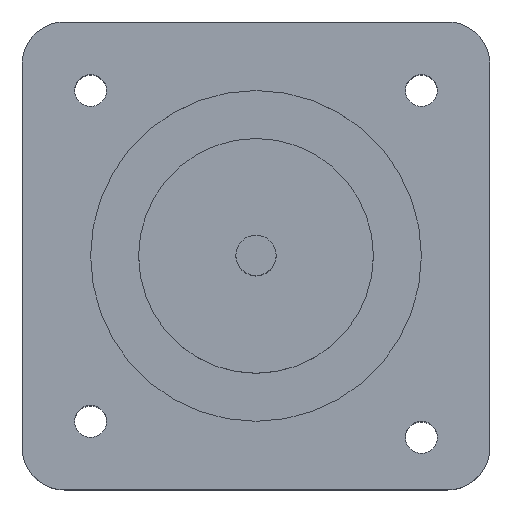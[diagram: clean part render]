
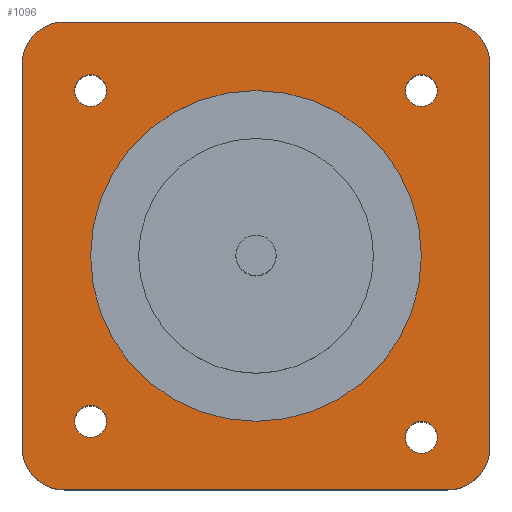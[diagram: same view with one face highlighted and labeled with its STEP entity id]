
A CAD part, top view. The second image highlights one B-rep face of the part: STEP entity #1096.
In plain terms, the highlighted planar face has unit normal (0, 0, 1).
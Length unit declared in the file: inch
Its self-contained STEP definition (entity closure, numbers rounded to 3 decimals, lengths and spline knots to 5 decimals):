
#536=CARTESIAN_POINT('',(-0.20117,0.18193,1.5748));
#537=VERTEX_POINT('',#536);
#544=CARTESIAN_POINT('',(1.21419,0.18193,1.5748));
#545=VERTEX_POINT('',#544);
#546=CARTESIAN_POINT('',(-0.20117,0.18193,1.5748));
#547=DIRECTION('',(1.0,0.0,0.0));
#548=VECTOR('',#547,1.41535);
#549=LINE('',#546,#548);
#550=EDGE_CURVE('',#537,#545,#549,.T.);
#575=CARTESIAN_POINT('',(-0.35653,0.02657,1.5748));
#576=VERTEX_POINT('',#575);
#583=CARTESIAN_POINT('',(-0.20117,0.02657,1.5748));
#584=DIRECTION('',(0.0,0.0,-1.0));
#585=DIRECTION('',(0.,-1.0,0.0));
#586=AXIS2_PLACEMENT_3D('',#583,#584,#585);
#587=CIRCLE('',#586,0.15536);
#588=EDGE_CURVE('',#576,#537,#587,.T.);
#607=CARTESIAN_POINT('',(-0.35653,-1.38878,1.5748));
#608=VERTEX_POINT('',#607);
#615=CARTESIAN_POINT('',(-0.35653,-1.38878,1.5748));
#616=DIRECTION('',(0.0,1.0,0.0));
#617=VECTOR('',#616,1.41535);
#618=LINE('',#615,#617);
#619=EDGE_CURVE('',#608,#576,#618,.T.);
#639=CARTESIAN_POINT('',(-0.20117,-1.54415,1.5748));
#640=VERTEX_POINT('',#639);
#647=CARTESIAN_POINT('',(-0.20117,-1.38878,1.5748));
#648=DIRECTION('',(0.0,0.0,-1.0));
#649=DIRECTION('',(1.0,0.,0.0));
#650=AXIS2_PLACEMENT_3D('',#647,#648,#649);
#651=CIRCLE('',#650,0.15536);
#652=EDGE_CURVE('',#640,#608,#651,.T.);
#671=CARTESIAN_POINT('',(1.21419,-1.54415,1.5748));
#672=VERTEX_POINT('',#671);
#679=CARTESIAN_POINT('',(1.21419,-1.54415,1.5748));
#680=DIRECTION('',(-1.0,0.0,0.0));
#681=VECTOR('',#680,1.41535);
#682=LINE('',#679,#681);
#683=EDGE_CURVE('',#672,#640,#682,.T.);
#703=CARTESIAN_POINT('',(1.36955,-1.38878,1.5748));
#704=VERTEX_POINT('',#703);
#711=CARTESIAN_POINT('',(1.21419,-1.38878,1.5748));
#712=DIRECTION('',(0.0,0.0,-1.0));
#713=DIRECTION('',(0.,1.0,0.0));
#714=AXIS2_PLACEMENT_3D('',#711,#712,#713);
#715=CIRCLE('',#714,0.15536);
#716=EDGE_CURVE('',#704,#672,#715,.T.);
#735=CARTESIAN_POINT('',(1.36955,0.02657,1.5748));
#736=VERTEX_POINT('',#735);
#743=CARTESIAN_POINT('',(1.36955,0.02657,1.5748));
#744=DIRECTION('',(0.0,-1.0,0.0));
#745=VECTOR('',#744,1.41535);
#746=LINE('',#743,#745);
#747=EDGE_CURVE('',#736,#704,#746,.T.);
#766=CARTESIAN_POINT('',(1.21419,0.02657,1.5748));
#767=DIRECTION('',(0.0,0.0,-1.0));
#768=DIRECTION('',(-1.0,0.,0.0));
#769=AXIS2_PLACEMENT_3D('',#766,#767,#768);
#770=CIRCLE('',#769,0.15536);
#771=EDGE_CURVE('',#545,#736,#770,.T.);
#944=CARTESIAN_POINT('',(1.11675,-0.68111,1.5748));
#945=VERTEX_POINT('',#944);
#946=CARTESIAN_POINT('',(0.50651,-0.68111,1.5748));
#947=DIRECTION('',(0.0,0.0,-1.0));
#948=DIRECTION('',(-1.0,0.0,0.0));
#949=AXIS2_PLACEMENT_3D('',#946,#947,#948);
#950=CIRCLE('',#949,0.61024);
#951=EDGE_CURVE('',#945,#945,#950,.T.);
#1034=CARTESIAN_POINT('',(0.50651,-0.68111,1.5748));
#1035=DIRECTION('',(0.0,0.0,1.0));
#1036=DIRECTION('',(1.0,0.0,0.0));
#1037=AXIS2_PLACEMENT_3D('',#1034,#1035,#1036);
#1038=PLANE('',#1037);
#1039=ORIENTED_EDGE('',*,*,#771,.F.);
#1040=ORIENTED_EDGE('',*,*,#550,.F.);
#1041=ORIENTED_EDGE('',*,*,#588,.F.);
#1042=ORIENTED_EDGE('',*,*,#619,.F.);
#1043=ORIENTED_EDGE('',*,*,#652,.F.);
#1044=ORIENTED_EDGE('',*,*,#683,.F.);
#1045=ORIENTED_EDGE('',*,*,#716,.F.);
#1046=ORIENTED_EDGE('',*,*,#747,.F.);
#1047=EDGE_LOOP('',(#1039,#1040,#1041,#1042,#1043,#1044,#1045,#1046));
#1048=FACE_OUTER_BOUND('',#1047,.T.);
#1049=ORIENTED_EDGE('',*,*,#951,.T.);
#1050=EDGE_LOOP('',(#1049));
#1051=FACE_BOUND('',#1050,.T.);
#1052=CARTESIAN_POINT('',(-0.04467,-1.29134,1.5748));
#1053=VERTEX_POINT('',#1052);
#1054=CARTESIAN_POINT('',(-0.10372,-1.29134,1.5748));
#1055=DIRECTION('',(0.0,0.0,-1.0));
#1056=DIRECTION('',(-1.0,0.0,0.0));
#1057=AXIS2_PLACEMENT_3D('',#1054,#1055,#1056);
#1058=CIRCLE('',#1057,0.05906);
#1059=EDGE_CURVE('',#1053,#1053,#1058,.T.);
#1060=ORIENTED_EDGE('',*,*,#1059,.T.);
#1061=EDGE_LOOP('',(#1060));
#1062=FACE_BOUND('',#1061,.T.);
#1063=CARTESIAN_POINT('',(1.1758,-1.3504,1.5748));
#1064=VERTEX_POINT('',#1063);
#1065=CARTESIAN_POINT('',(1.11675,-1.3504,1.5748));
#1066=DIRECTION('',(0.0,0.0,-1.0));
#1067=DIRECTION('',(-1.0,0.0,0.0));
#1068=AXIS2_PLACEMENT_3D('',#1065,#1066,#1067);
#1069=CIRCLE('',#1068,0.05906);
#1070=EDGE_CURVE('',#1064,#1064,#1069,.T.);
#1071=ORIENTED_EDGE('',*,*,#1070,.T.);
#1072=EDGE_LOOP('',(#1071));
#1073=FACE_BOUND('',#1072,.T.);
#1074=CARTESIAN_POINT('',(1.1758,-0.07087,1.5748));
#1075=VERTEX_POINT('',#1074);
#1076=CARTESIAN_POINT('',(1.11675,-0.07087,1.5748));
#1077=DIRECTION('',(0.0,0.0,-1.0));
#1078=DIRECTION('',(-1.0,0.0,0.0));
#1079=AXIS2_PLACEMENT_3D('',#1076,#1077,#1078);
#1080=CIRCLE('',#1079,0.05906);
#1081=EDGE_CURVE('',#1075,#1075,#1080,.T.);
#1082=ORIENTED_EDGE('',*,*,#1081,.T.);
#1083=EDGE_LOOP('',(#1082));
#1084=FACE_BOUND('',#1083,.T.);
#1085=CARTESIAN_POINT('',(-0.04467,-0.07087,1.5748));
#1086=VERTEX_POINT('',#1085);
#1087=CARTESIAN_POINT('',(-0.10372,-0.07087,1.5748));
#1088=DIRECTION('',(0.0,0.0,-1.0));
#1089=DIRECTION('',(-1.0,0.0,0.0));
#1090=AXIS2_PLACEMENT_3D('',#1087,#1088,#1089);
#1091=CIRCLE('',#1090,0.05906);
#1092=EDGE_CURVE('',#1086,#1086,#1091,.T.);
#1093=ORIENTED_EDGE('',*,*,#1092,.T.);
#1094=EDGE_LOOP('',(#1093));
#1095=FACE_BOUND('',#1094,.T.);
#1096=ADVANCED_FACE('',(#1048,#1051,#1062,#1073,#1084,#1095),#1038,.T.);
